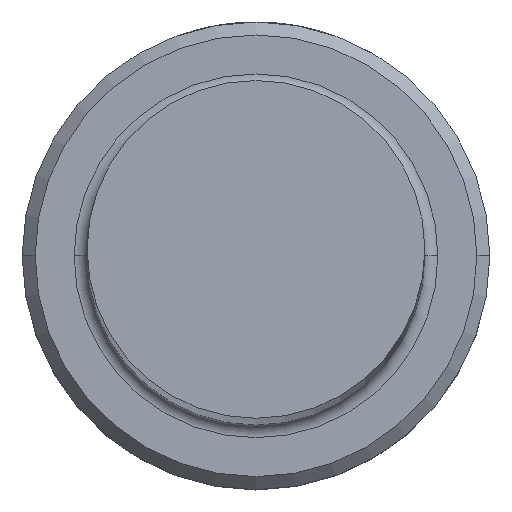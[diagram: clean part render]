
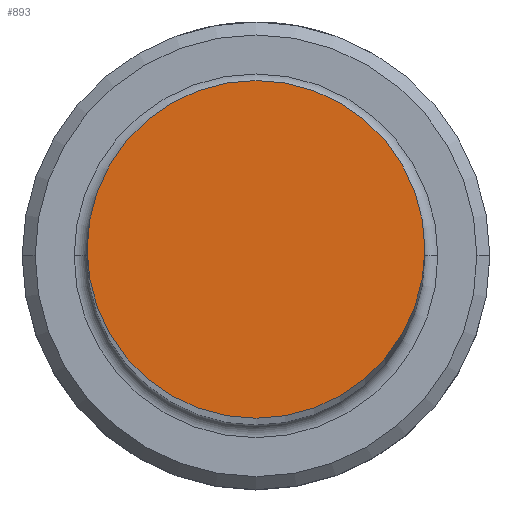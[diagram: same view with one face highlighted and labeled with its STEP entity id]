
A CAD part, top view. The second image highlights one B-rep face of the part: STEP entity #893.
In plain terms, the highlighted planar face has unit normal (0, 0, 1).
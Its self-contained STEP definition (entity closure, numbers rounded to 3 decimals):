
#23 = CARTESIAN_POINT ( 'NONE',  ( 6.5, 0., 150. ) ) ;
#26 = EDGE_LOOP ( 'NONE', ( #771, #361 ) ) ;
#124 = CARTESIAN_POINT ( 'NONE',  ( 0., 0., 150. ) ) ;
#155 = AXIS2_PLACEMENT_3D ( 'NONE', #712, #342, #988 ) ;
#166 = DIRECTION ( 'NONE',  ( 0., 0., 1. ) ) ;
#225 = DIRECTION ( 'NONE',  ( 1., 0., 0. ) ) ;
#342 = DIRECTION ( 'NONE',  ( 0., 0., 1. ) ) ;
#348 = CARTESIAN_POINT ( 'NONE',  ( -6.5, 0., 150. ) ) ;
#361 = ORIENTED_EDGE ( 'NONE', *, *, #962, .T. ) ;
#402 = AXIS2_PLACEMENT_3D ( 'NONE', #725, #166, #824 ) ;
#497 = CIRCLE ( 'NONE', #674, 6.5 ) ;
#674 = AXIS2_PLACEMENT_3D ( 'NONE', #124, #783, #225 ) ;
#712 = CARTESIAN_POINT ( 'NONE',  ( 0., 0., 150. ) ) ;
#725 = CARTESIAN_POINT ( 'NONE',  ( 0., 0., 150. ) ) ;
#727 = EDGE_CURVE ( 'NONE', #949, #746, #497, .T. ) ;
#746 = VERTEX_POINT ( 'NONE', #23 ) ;
#771 = ORIENTED_EDGE ( 'NONE', *, *, #727, .T. ) ;
#783 = DIRECTION ( 'NONE',  ( 0., 0., 1. ) ) ;
#824 = DIRECTION ( 'NONE',  ( 1., 0., 0. ) ) ;
#830 = FACE_OUTER_BOUND ( 'NONE', #26, .T. ) ;
#893 = ADVANCED_FACE ( 'NONE', ( #830 ), #902, .T. ) ;
#902 = PLANE ( 'NONE',  #155 ) ;
#949 = VERTEX_POINT ( 'NONE', #348 ) ;
#962 = EDGE_CURVE ( 'NONE', #746, #949, #1005, .T. ) ;
#988 = DIRECTION ( 'NONE',  ( 1., 0., 0. ) ) ;
#1005 = CIRCLE ( 'NONE', #402, 6.5 ) ;
